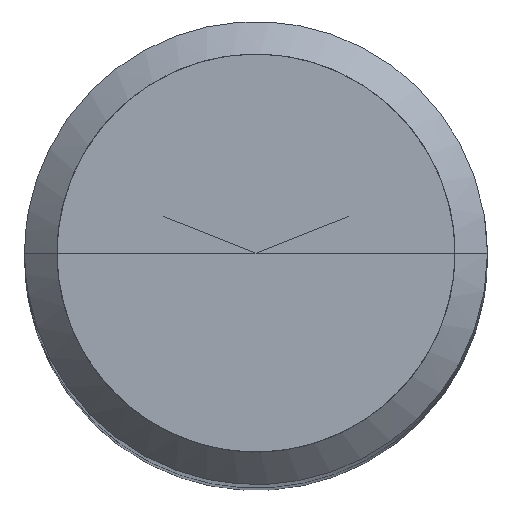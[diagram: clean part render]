
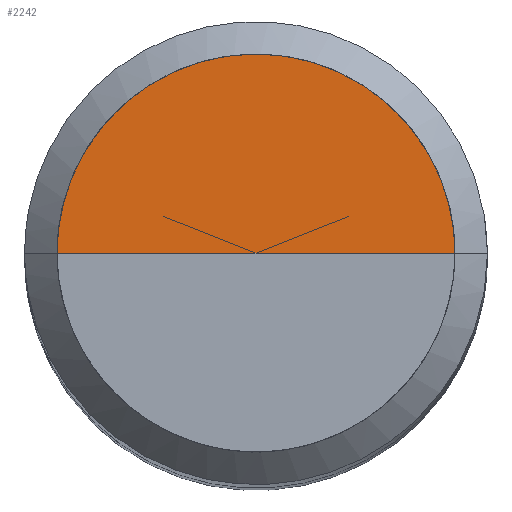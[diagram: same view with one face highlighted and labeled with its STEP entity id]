
A CAD part, top view. The second image highlights one B-rep face of the part: STEP entity #2242.
In plain terms, the highlighted free-form (B-spline) face has degree [1, 2] with [2, 5] control points.
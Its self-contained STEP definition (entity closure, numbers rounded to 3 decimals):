
#1980=CARTESIAN_POINT('',(4.3,0.0,39.9));
#1981=CARTESIAN_POINT('',(4.3,4.3,39.9));
#1982=CARTESIAN_POINT('',(0.0,4.3,39.9));
#1983=CARTESIAN_POINT('',(-4.3,4.3,39.9));
#1984=CARTESIAN_POINT('',(-4.3,0.0,39.9));
#1985=CARTESIAN_POINT('',(0.0,0.0,39.9));
#2227=(
BOUNDED_SURFACE()
B_SPLINE_SURFACE(1,2,(
(#1980,#1981,#1982,#1983,#1984),
(#1985,#1985,#1985,#1985,#1985)
), .UNSPECIFIED.,.F.,.F.,.F.)
B_SPLINE_SURFACE_WITH_KNOTS((2,2),(3,2,3),(
0.0,1.0),(
0.0,0.5,1.0), .UNSPECIFIED.)
GEOMETRIC_REPRESENTATION_ITEM()
RATIONAL_B_SPLINE_SURFACE(((1.0,0.707,1.0,0.707,1.0),
(1.0,0.707,1.0,0.707,1.0)
))
REPRESENTATION_ITEM('')
SURFACE()
);
#2228=(
BOUNDED_CURVE()
B_SPLINE_CURVE(1,(#1985,#1980),.UNSPECIFIED.,.F.,.F.)
B_SPLINE_CURVE_WITH_KNOTS((2,2),
(0.0,1.0),.UNSPECIFIED.)
CURVE()
GEOMETRIC_REPRESENTATION_ITEM()
RATIONAL_B_SPLINE_CURVE((1.0,1.0))
REPRESENTATION_ITEM('')
);
#2229=(
BOUNDED_CURVE()
B_SPLINE_CURVE(2,(#1980,#1981,#1982,#1983,#1984),.UNSPECIFIED.,.F.,.F.)
B_SPLINE_CURVE_WITH_KNOTS((3,2,3),
(0.0,0.5,1.0),.UNSPECIFIED.)
CURVE()
GEOMETRIC_REPRESENTATION_ITEM()
RATIONAL_B_SPLINE_CURVE((1.0,0.707,1.0,0.707,1.0))
REPRESENTATION_ITEM('')
);
#2230=(
BOUNDED_CURVE()
B_SPLINE_CURVE(1,(#1984,#1985),.UNSPECIFIED.,.F.,.F.)
B_SPLINE_CURVE_WITH_KNOTS((2,2),
(0.0,1.0),.UNSPECIFIED.)
CURVE()
GEOMETRIC_REPRESENTATION_ITEM()
RATIONAL_B_SPLINE_CURVE((1.0,1.0))
REPRESENTATION_ITEM('')
);
#2231=VERTEX_POINT('',#1980);
#2232=VERTEX_POINT('',#1984);
#2233=VERTEX_POINT('',#1985);
#2234=EDGE_CURVE('',#2233,#2231,#2228,.T.);
#2235=EDGE_CURVE('',#2231,#2232,#2229,.T.);
#2236=EDGE_CURVE('',#2232,#2233,#2230,.T.);
#2237=ORIENTED_EDGE('',*,*,#2234,.T.);
#2238=ORIENTED_EDGE('',*,*,#2235,.T.);
#2239=ORIENTED_EDGE('',*,*,#2236,.T.);
#2240=EDGE_LOOP('',(#2237,#2238,#2239));
#2241=FACE_OUTER_BOUND('',#2240,.T.);
#2242=ADVANCED_FACE('',(#2241),#2227,.T.);
